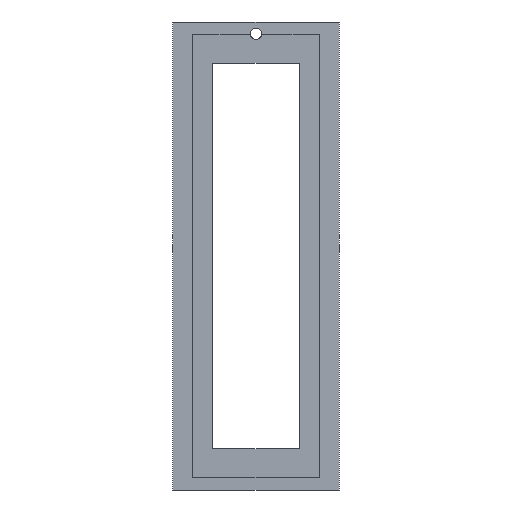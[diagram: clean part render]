
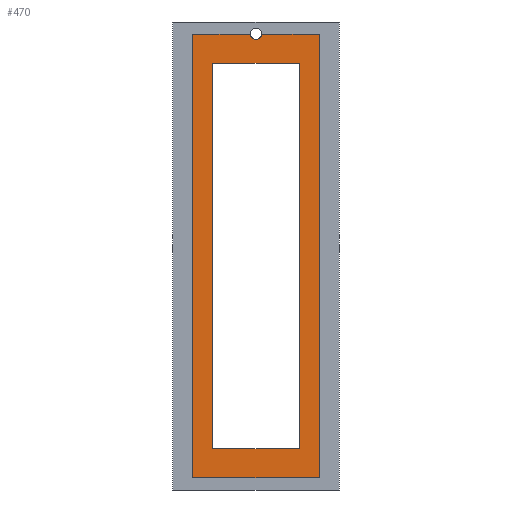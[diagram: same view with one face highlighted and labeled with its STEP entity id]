
A CAD part, front view. The second image highlights one B-rep face of the part: STEP entity #470.
In plain terms, the highlighted planar face has unit normal (0, -1, 0).
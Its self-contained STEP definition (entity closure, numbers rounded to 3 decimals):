
#2 = CARTESIAN_POINT ( 'NONE',  ( -23., -3., 102.956 ) ) ;
#9 = VECTOR ( 'NONE', #138, 1000. ) ;
#21 = DIRECTION ( 'NONE',  ( -1., 0., 0. ) ) ;
#28 = LINE ( 'NONE', #406, #314 ) ;
#37 = VERTEX_POINT ( 'NONE', #469 ) ;
#39 = EDGE_CURVE ( 'NONE', #301, #140, #28, .T. ) ;
#70 = EDGE_CURVE ( 'NONE', #140, #277, #162, .T. ) ;
#76 = EDGE_CURVE ( 'NONE', #172, #428, #485, .T. ) ;
#77 = ORIENTED_EDGE ( 'NONE', *, *, #70, .T. ) ;
#78 = EDGE_CURVE ( 'NONE', #428, #301, #385, .T. ) ;
#81 = EDGE_CURVE ( 'NONE', #192, #37, #475, .T. ) ;
#84 = EDGE_CURVE ( 'NONE', #37, #474, #132, .T. ) ;
#89 = EDGE_CURVE ( 'NONE', #474, #318, #300, .T. ) ;
#94 = CARTESIAN_POINT ( 'NONE',  ( -23., -3., 102.956 ) ) ;
#96 = EDGE_CURVE ( 'NONE', #318, #192, #518, .T. ) ;
#102 = EDGE_CURVE ( 'NONE', #277, #131, #282, .T. ) ;
#111 = CARTESIAN_POINT ( 'NONE',  ( 0., -3., 0. ) ) ;
#117 = ORIENTED_EDGE ( 'NONE', *, *, #76, .T. ) ;
#118 = VECTOR ( 'NONE', #21, 1000. ) ;
#121 = CARTESIAN_POINT ( 'NONE',  ( -33.847, -3., 118.384 ) ) ;
#128 = CARTESIAN_POINT ( 'NONE',  ( 23., -3., 102.956 ) ) ;
#131 = VERTEX_POINT ( 'NONE', #295 ) ;
#132 = LINE ( 'NONE', #455, #531 ) ;
#133 = LINE ( 'NONE', #478, #246 ) ;
#137 = EDGE_CURVE ( 'NONE', #131, #172, #133, .T. ) ;
#138 = DIRECTION ( 'NONE',  ( -1., 0., 0. ) ) ;
#140 = VERTEX_POINT ( 'NONE', #446 ) ;
#159 = VECTOR ( 'NONE', #236, 1000. ) ;
#160 = ORIENTED_EDGE ( 'NONE', *, *, #102, .T. ) ;
#161 = DIRECTION ( 'NONE',  ( 0., 0., 1. ) ) ;
#162 = LINE ( 'NONE', #491, #9 ) ;
#172 = VERTEX_POINT ( 'NONE', #121 ) ;
#174 = DIRECTION ( 'NONE',  ( 0., 0., 1. ) ) ;
#192 = VERTEX_POINT ( 'NONE', #473 ) ;
#193 = DIRECTION ( 'NONE',  ( 0., 0., -1. ) ) ;
#194 = CARTESIAN_POINT ( 'NONE',  ( 0., -3., 118.699 ) ) ;
#197 = CARTESIAN_POINT ( 'NONE',  ( 23., -3., 0. ) ) ;
#206 = ORIENTED_EDGE ( 'NONE', *, *, #89, .T. ) ;
#218 = DIRECTION ( 'NONE',  ( 1., 0., 0. ) ) ;
#224 = ORIENTED_EDGE ( 'NONE', *, *, #96, .T. ) ;
#226 = CARTESIAN_POINT ( 'NONE',  ( 2.983, -3., 118.384 ) ) ;
#228 = CARTESIAN_POINT ( 'NONE',  ( -33.847, -3., -118.384 ) ) ;
#234 = DIRECTION ( 'NONE',  ( 0., 0., 1. ) ) ;
#236 = DIRECTION ( 'NONE',  ( 0., 0., -1. ) ) ;
#246 = VECTOR ( 'NONE', #354, 1000. ) ;
#253 = FACE_BOUND ( 'NONE', #535, .T. ) ;
#277 = VERTEX_POINT ( 'NONE', #226 ) ;
#280 = ORIENTED_EDGE ( 'NONE', *, *, #137, .T. ) ;
#282 = CIRCLE ( 'NONE', #438, 3. ) ;
#295 = CARTESIAN_POINT ( 'NONE',  ( -2.983, -3., 118.384 ) ) ;
#300 = LINE ( 'NONE', #94, #408 ) ;
#301 = VERTEX_POINT ( 'NONE', #533 ) ;
#314 = VECTOR ( 'NONE', #174, 1000. ) ;
#318 = VERTEX_POINT ( 'NONE', #128 ) ;
#339 = ORIENTED_EDGE ( 'NONE', *, *, #84, .T. ) ;
#354 = DIRECTION ( 'NONE',  ( -1., 0., 0. ) ) ;
#360 = DIRECTION ( 'NONE',  ( 0., 0., 1. ) ) ;
#365 = VECTOR ( 'NONE', #218, 1000. ) ;
#378 = CARTESIAN_POINT ( 'NONE',  ( -33.847, -3., -118.384 ) ) ;
#385 = LINE ( 'NONE', #378, #365 ) ;
#393 = PLANE ( 'NONE',  #514 ) ;
#406 = CARTESIAN_POINT ( 'NONE',  ( 33.847, -3., -118.384 ) ) ;
#408 = VECTOR ( 'NONE', #458, 1000. ) ;
#428 = VERTEX_POINT ( 'NONE', #228 ) ;
#438 = AXIS2_PLACEMENT_3D ( 'NONE', #194, #499, #234 ) ;
#439 = DIRECTION ( 'NONE',  ( 0., 1., 0. ) ) ;
#446 = CARTESIAN_POINT ( 'NONE',  ( 33.847, -3., 118.384 ) ) ;
#455 = CARTESIAN_POINT ( 'NONE',  ( -23., -3., 0. ) ) ;
#458 = DIRECTION ( 'NONE',  ( 1., 0., 0. ) ) ;
#468 = FACE_OUTER_BOUND ( 'NONE', #554, .T. ) ;
#469 = CARTESIAN_POINT ( 'NONE',  ( -23., -3., -102.956 ) ) ;
#470 = ADVANCED_FACE ( 'NONE', ( #253, #468 ), #393, .F. ) ;
#473 = CARTESIAN_POINT ( 'NONE',  ( 23., -3., -102.956 ) ) ;
#474 = VERTEX_POINT ( 'NONE', #2 ) ;
#475 = LINE ( 'NONE', #570, #118 ) ;
#478 = CARTESIAN_POINT ( 'NONE',  ( -33.847, -3., 118.384 ) ) ;
#485 = LINE ( 'NONE', #547, #591 ) ;
#491 = CARTESIAN_POINT ( 'NONE',  ( -33.847, -3., 118.384 ) ) ;
#499 = DIRECTION ( 'NONE',  ( 0., 1., 0. ) ) ;
#511 = ORIENTED_EDGE ( 'NONE', *, *, #81, .T. ) ;
#514 = AXIS2_PLACEMENT_3D ( 'NONE', #111, #439, #161 ) ;
#518 = LINE ( 'NONE', #197, #159 ) ;
#531 = VECTOR ( 'NONE', #360, 1000. ) ;
#533 = CARTESIAN_POINT ( 'NONE',  ( 33.847, -3., -118.384 ) ) ;
#535 = EDGE_LOOP ( 'NONE', ( #511, #339, #206, #224 ) ) ;
#547 = CARTESIAN_POINT ( 'NONE',  ( -33.847, -3., -118.384 ) ) ;
#554 = EDGE_LOOP ( 'NONE', ( #77, #160, #280, #117, #563, #556 ) ) ;
#556 = ORIENTED_EDGE ( 'NONE', *, *, #39, .T. ) ;
#563 = ORIENTED_EDGE ( 'NONE', *, *, #78, .T. ) ;
#570 = CARTESIAN_POINT ( 'NONE',  ( -23., -3., -102.956 ) ) ;
#591 = VECTOR ( 'NONE', #193, 1000. ) ;
